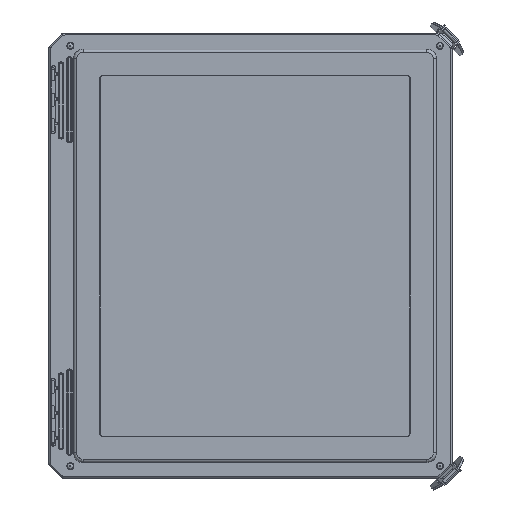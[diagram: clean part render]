
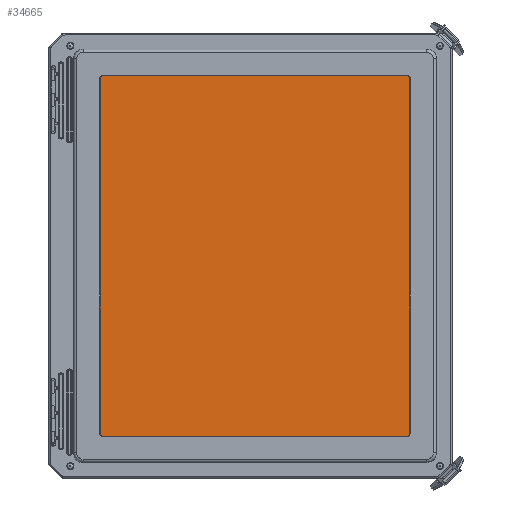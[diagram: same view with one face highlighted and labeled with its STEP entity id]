
A CAD part, top view. The second image highlights one B-rep face of the part: STEP entity #34665.
In plain terms, the highlighted face is planar.
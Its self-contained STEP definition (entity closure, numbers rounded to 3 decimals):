
#4791=LINE('',#79190,#7290);
#4795=LINE('',#79199,#7294);
#4798=LINE('',#79207,#7297);
#4801=LINE('',#79215,#7300);
#7290=VECTOR('',#48655,12.);
#7294=VECTOR('',#48665,14.);
#7297=VECTOR('',#48674,12.);
#7300=VECTOR('',#48683,14.);
#8164=PLANE('',#38733);
#10339=FACE_OUTER_BOUND('',#12589,.T.);
#12589=EDGE_LOOP('',(#31666,#31667,#31668,#31669,#31670,#31671,#31672,#31673));
#14093=CIRCLE('',#38723,0.115);
#14094=CIRCLE('',#38726,0.115);
#14095=CIRCLE('',#38729,0.115);
#14096=CIRCLE('',#38732,0.115);
#17068=VERTEX_POINT('',#79187);
#17069=VERTEX_POINT('',#79189);
#17070=VERTEX_POINT('',#79193);
#17071=VERTEX_POINT('',#79197);
#17072=VERTEX_POINT('',#79201);
#17073=VERTEX_POINT('',#79205);
#17074=VERTEX_POINT('',#79209);
#17075=VERTEX_POINT('',#79213);
#21967=EDGE_CURVE('',#17068,#17069,#4791,.T.);
#21970=EDGE_CURVE('',#17070,#17068,#14093,.T.);
#21972=EDGE_CURVE('',#17071,#17070,#4795,.T.);
#21974=EDGE_CURVE('',#17072,#17071,#14094,.T.);
#21976=EDGE_CURVE('',#17073,#17072,#4798,.T.);
#21978=EDGE_CURVE('',#17074,#17073,#14095,.T.);
#21980=EDGE_CURVE('',#17075,#17074,#4801,.T.);
#21981=EDGE_CURVE('',#17069,#17075,#14096,.T.);
#31666=ORIENTED_EDGE('',*,*,#21981,.F.);
#31667=ORIENTED_EDGE('',*,*,#21967,.F.);
#31668=ORIENTED_EDGE('',*,*,#21970,.F.);
#31669=ORIENTED_EDGE('',*,*,#21972,.F.);
#31670=ORIENTED_EDGE('',*,*,#21974,.F.);
#31671=ORIENTED_EDGE('',*,*,#21976,.F.);
#31672=ORIENTED_EDGE('',*,*,#21978,.F.);
#31673=ORIENTED_EDGE('',*,*,#21980,.F.);
#34665=ADVANCED_FACE('',(#10339),#8164,.F.);
#38723=AXIS2_PLACEMENT_3D('',#79195,#48660,#48661);
#38726=AXIS2_PLACEMENT_3D('',#79203,#48669,#48670);
#38729=AXIS2_PLACEMENT_3D('',#79211,#48678,#48679);
#38732=AXIS2_PLACEMENT_3D('',#79217,#48686,#48687);
#38733=AXIS2_PLACEMENT_3D('',#79218,#48688,#48689);
#48655=DIRECTION('',(-1.,0.,0.));
#48660=DIRECTION('center_axis',(0.,0.,1.));
#48661=DIRECTION('ref_axis',(1.,0.,0.));
#48665=DIRECTION('',(0.,1.,0.));
#48669=DIRECTION('center_axis',(0.,0.,1.));
#48670=DIRECTION('ref_axis',(0.,-1.,0.));
#48674=DIRECTION('',(1.,0.,0.));
#48678=DIRECTION('center_axis',(0.,0.,1.));
#48679=DIRECTION('ref_axis',(-1.,0.,0.));
#48683=DIRECTION('',(0.,-1.,0.));
#48686=DIRECTION('center_axis',(0.,0.,1.));
#48687=DIRECTION('ref_axis',(0.,1.,0.));
#48688=DIRECTION('center_axis',(0.,0.,1.));
#48689=DIRECTION('ref_axis',(1.,0.,0.));
#79187=CARTESIAN_POINT('',(6.,7.115,0.));
#79189=CARTESIAN_POINT('',(-6.,7.115,0.));
#79190=CARTESIAN_POINT('',(6.,7.115,0.));
#79193=CARTESIAN_POINT('',(6.115,7.,0.));
#79195=CARTESIAN_POINT('Origin',(6.,7.,0.));
#79197=CARTESIAN_POINT('',(6.115,-7.,0.));
#79199=CARTESIAN_POINT('',(6.115,-7.,0.));
#79201=CARTESIAN_POINT('',(6.,-7.115,0.));
#79203=CARTESIAN_POINT('Origin',(6.,-7.,0.));
#79205=CARTESIAN_POINT('',(-6.,-7.115,0.));
#79207=CARTESIAN_POINT('',(-6.,-7.115,0.));
#79209=CARTESIAN_POINT('',(-6.115,-7.,0.));
#79211=CARTESIAN_POINT('Origin',(-6.,-7.,0.));
#79213=CARTESIAN_POINT('',(-6.115,7.,0.));
#79215=CARTESIAN_POINT('',(-6.115,7.,0.));
#79217=CARTESIAN_POINT('Origin',(-6.,7.,0.));
#79218=CARTESIAN_POINT('Origin',(0.,0.,0.));
